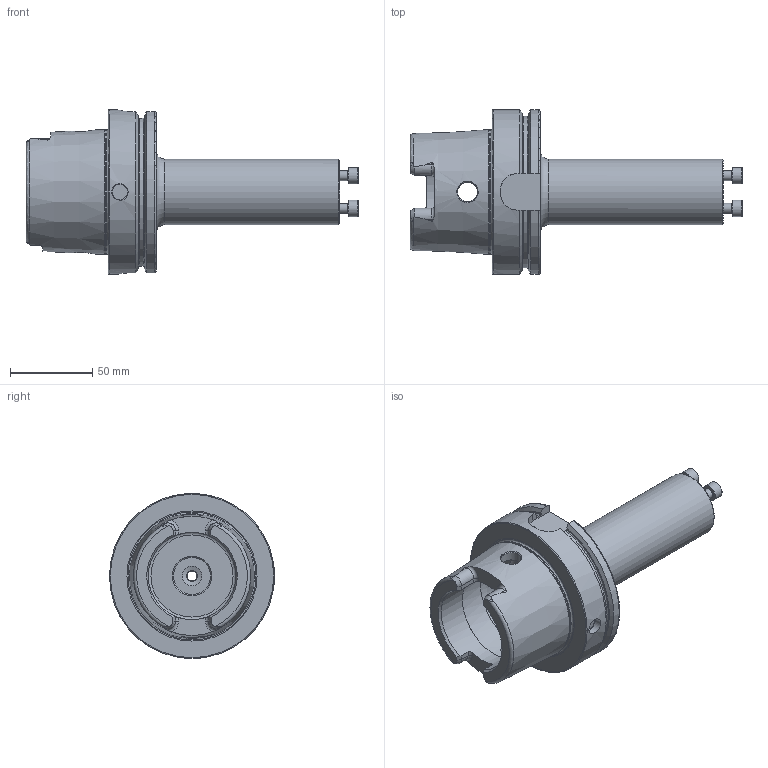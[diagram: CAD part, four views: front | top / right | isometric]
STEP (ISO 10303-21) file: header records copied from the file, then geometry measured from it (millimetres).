
FILE_DESCRIPTION (( 'STEP AP214' ), '1' );
FILE_NAME ('HA0.WK1.040.180.STEP', '2020-08-28T14:21:52', ( '' ), ( '' ), 'SwSTEP 2.0', 'SolidWorks 2017', '' );
FILE_SCHEMA (( 'AUTOMOTIVE_DESIGN' ));
Length unit declared in the file: millimetre
Products named in the file (4): HA0-WK1.040.180_A; HA0.WK1.040.180; DIN 3771 - 6x1; ISO 4762 - M6 x 16
Assembly tree (5 placements, depth 2):
  HA0.WK1.040.180
    HA0-WK1.040.180_A
    ISO 4762 - M6 x 16  x3
    DIN 3771 - 6x1
Bounding box: 201.3 x 100 x 100 mm (x, y, z)
Volume: 390610.5 mm3; surface area: 69364.7 mm2
Topology: 5 solids, 5 shells, 412 faces, 1136 edges, 736 vertices
Faces by surface type: plane 247, cylinder 97, cone 36, torus 30, bspline 2
Full cylindrical faces by diameter (mm): 5 x4, 6 x5, 6.8 x1, 7.4 x1, 10 x4, 12 x2, 22.5 x1, 26 x1, 40 x1, 53 x2, 63 x1, 75.265 x1, 100 x1
Entity records: 15704 total; most frequent: CARTESIAN_POINT 5637, ORIENTED_EDGE 1938, DIRECTION 1557, EDGE_CURVE 969, VERTEX_POINT 659, AXIS2_PLACEMENT_3D 615, EDGE_LOOP 430, FACE_OUTER_BOUND 402
